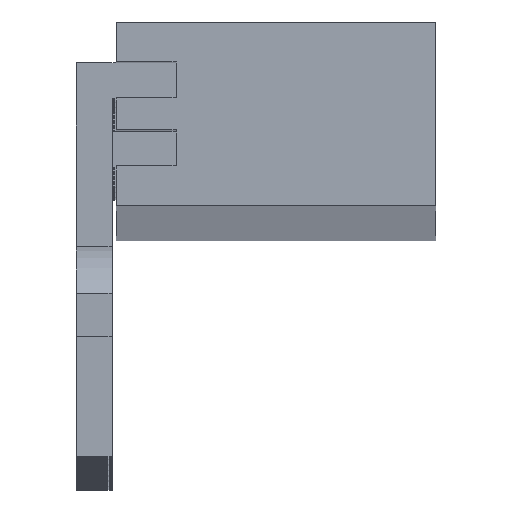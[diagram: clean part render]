
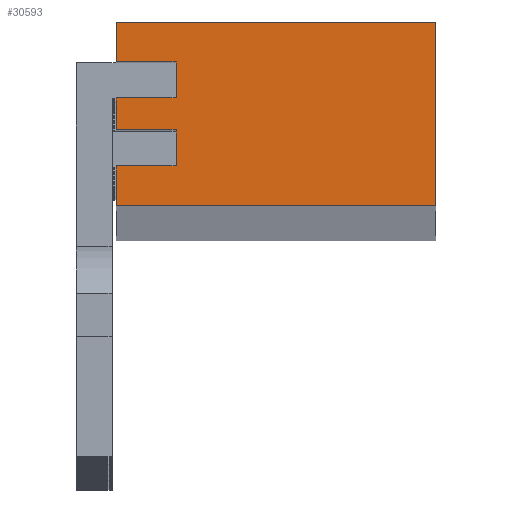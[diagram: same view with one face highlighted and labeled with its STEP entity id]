
A CAD part, top view. The second image highlights one B-rep face of the part: STEP entity #30593.
In plain terms, the highlighted planar face has unit normal (0, 0, 1).
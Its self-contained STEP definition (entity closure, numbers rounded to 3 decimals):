
#311 = VERTEX_POINT ( 'NONE', #28681 ) ;
#424 = CARTESIAN_POINT ( 'NONE',  ( -8., 4.6, 500. ) ) ;
#487 = VECTOR ( 'NONE', #15554, 1000. ) ;
#579 = DIRECTION ( 'NONE',  ( 1., 0., 0. ) ) ;
#761 = VECTOR ( 'NONE', #8173, 1000. ) ;
#897 = CARTESIAN_POINT ( 'NONE',  ( -8., 4.6, 500. ) ) ;
#1031 = CARTESIAN_POINT ( 'NONE',  ( 8., 4.6, 500. ) ) ;
#1471 = VECTOR ( 'NONE', #26756, 1000. ) ;
#1555 = ORIENTED_EDGE ( 'NONE', *, *, #19204, .T. ) ;
#2418 = CARTESIAN_POINT ( 'NONE',  ( -8., -2.6, 500. ) ) ;
#2839 = DIRECTION ( 'NONE',  ( -1., 0., 0. ) ) ;
#2913 = DIRECTION ( 'NONE',  ( 0., -1., 0. ) ) ;
#3514 = VERTEX_POINT ( 'NONE', #27794 ) ;
#3716 = CARTESIAN_POINT ( 'NONE',  ( -8., -4.6, 500. ) ) ;
#4530 = CARTESIAN_POINT ( 'NONE',  ( -8., 4.6, 500. ) ) ;
#5049 = CARTESIAN_POINT ( 'NONE',  ( -5., 2.6, 500. ) ) ;
#5388 = CARTESIAN_POINT ( 'NONE',  ( -8., 2.6, 500. ) ) ;
#5568 = EDGE_CURVE ( 'NONE', #311, #17986, #6804, .T. ) ;
#5569 = EDGE_CURVE ( 'NONE', #26801, #10657, #12402, .T. ) ;
#6045 = CARTESIAN_POINT ( 'NONE',  ( -8., 0.8, 500. ) ) ;
#6176 = CARTESIAN_POINT ( 'NONE',  ( -8., -4.6, 500. ) ) ;
#6265 = FACE_OUTER_BOUND ( 'NONE', #21565, .T. ) ;
#6804 = LINE ( 'NONE', #20259, #30700 ) ;
#6915 = DIRECTION ( 'NONE',  ( 0., -1., 0. ) ) ;
#7085 = LINE ( 'NONE', #897, #761 ) ;
#7276 = VECTOR ( 'NONE', #17192, 1000. ) ;
#7539 = CARTESIAN_POINT ( 'NONE',  ( -5., 0.8, 500. ) ) ;
#7631 = CARTESIAN_POINT ( 'NONE',  ( -8., -0.8, 500. ) ) ;
#7772 = DIRECTION ( 'NONE',  ( -1., 0., 0. ) ) ;
#7909 = LINE ( 'NONE', #3716, #13824 ) ;
#7932 = LINE ( 'NONE', #7631, #14275 ) ;
#8173 = DIRECTION ( 'NONE',  ( 0., -1., 0. ) ) ;
#8371 = CARTESIAN_POINT ( 'NONE',  ( 8., -4.6, 500. ) ) ;
#8406 = ORIENTED_EDGE ( 'NONE', *, *, #12529, .F. ) ;
#9474 = CARTESIAN_POINT ( 'NONE',  ( 8., 4.6, 500. ) ) ;
#9636 = CARTESIAN_POINT ( 'NONE',  ( -5., -0.8, 500. ) ) ;
#10428 = VERTEX_POINT ( 'NONE', #8371 ) ;
#10657 = VERTEX_POINT ( 'NONE', #18893 ) ;
#10858 = ORIENTED_EDGE ( 'NONE', *, *, #5569, .F. ) ;
#11922 = CARTESIAN_POINT ( 'NONE',  ( -8., -0.8, 500. ) ) ;
#11929 = VERTEX_POINT ( 'NONE', #11922 ) ;
#12402 = LINE ( 'NONE', #6045, #487 ) ;
#12435 = CARTESIAN_POINT ( 'NONE',  ( -8., -2.6, 500. ) ) ;
#12529 = EDGE_CURVE ( 'NONE', #22983, #3514, #22209, .T. ) ;
#12859 = LINE ( 'NONE', #14789, #7276 ) ;
#12881 = AXIS2_PLACEMENT_3D ( 'NONE', #13162, #25072, #17962 ) ;
#13162 = CARTESIAN_POINT ( 'NONE',  ( 0., 0., 500. ) ) ;
#13321 = CARTESIAN_POINT ( 'NONE',  ( -8., 4.6, 500. ) ) ;
#13351 = ORIENTED_EDGE ( 'NONE', *, *, #21337, .T. ) ;
#13824 = VECTOR ( 'NONE', #15702, 1000. ) ;
#13852 = VERTEX_POINT ( 'NONE', #1031 ) ;
#14053 = LINE ( 'NONE', #12435, #25280 ) ;
#14275 = VECTOR ( 'NONE', #2839, 1000. ) ;
#14468 = EDGE_CURVE ( 'NONE', #20014, #10428, #7909, .T. ) ;
#14663 = EDGE_CURVE ( 'NONE', #26801, #11929, #20991, .T. ) ;
#14771 = ORIENTED_EDGE ( 'NONE', *, *, #14468, .T. ) ;
#14789 = CARTESIAN_POINT ( 'NONE',  ( -8., 4.6, 500. ) ) ;
#14875 = LINE ( 'NONE', #7539, #1471 ) ;
#15554 = DIRECTION ( 'NONE',  ( 1., 0., 0. ) ) ;
#15561 = PLANE ( 'NONE',  #12881 ) ;
#15702 = DIRECTION ( 'NONE',  ( 1., 0., 0. ) ) ;
#15836 = VECTOR ( 'NONE', #2913, 1000. ) ;
#16086 = EDGE_CURVE ( 'NONE', #10657, #22983, #14875, .T. ) ;
#16187 = ORIENTED_EDGE ( 'NONE', *, *, #17815, .F. ) ;
#17192 = DIRECTION ( 'NONE',  ( -1., 0., 0. ) ) ;
#17358 = LINE ( 'NONE', #9474, #30082 ) ;
#17815 = EDGE_CURVE ( 'NONE', #24630, #311, #14053, .T. ) ;
#17962 = DIRECTION ( 'NONE',  ( 1., 0., 0. ) ) ;
#17986 = VERTEX_POINT ( 'NONE', #9636 ) ;
#18893 = CARTESIAN_POINT ( 'NONE',  ( -5., 0.8, 500. ) ) ;
#19204 = EDGE_CURVE ( 'NONE', #20940, #3514, #22200, .T. ) ;
#19558 = CARTESIAN_POINT ( 'NONE',  ( -8., 0.8, 500. ) ) ;
#19778 = ORIENTED_EDGE ( 'NONE', *, *, #5568, .F. ) ;
#20014 = VERTEX_POINT ( 'NONE', #6176 ) ;
#20259 = CARTESIAN_POINT ( 'NONE',  ( -5., -2.6, 500. ) ) ;
#20367 = DIRECTION ( 'NONE',  ( 0., 1., 0. ) ) ;
#20940 = VERTEX_POINT ( 'NONE', #13321 ) ;
#20991 = LINE ( 'NONE', #4530, #26589 ) ;
#21291 = ORIENTED_EDGE ( 'NONE', *, *, #14663, .T. ) ;
#21337 = EDGE_CURVE ( 'NONE', #24630, #20014, #7085, .T. ) ;
#21455 = VECTOR ( 'NONE', #7772, 1000. ) ;
#21565 = EDGE_LOOP ( 'NONE', ( #8406, #29776, #10858, #21291, #25252, #19778, #16187, #13351, #14771, #21845, #26217, #1555 ) ) ;
#21845 = ORIENTED_EDGE ( 'NONE', *, *, #23409, .T. ) ;
#22200 = LINE ( 'NONE', #424, #15836 ) ;
#22209 = LINE ( 'NONE', #5388, #21455 ) ;
#22983 = VERTEX_POINT ( 'NONE', #5049 ) ;
#23409 = EDGE_CURVE ( 'NONE', #10428, #13852, #17358, .T. ) ;
#23555 = EDGE_CURVE ( 'NONE', #13852, #20940, #12859, .T. ) ;
#24630 = VERTEX_POINT ( 'NONE', #2418 ) ;
#24723 = EDGE_CURVE ( 'NONE', #17986, #11929, #7932, .T. ) ;
#25072 = DIRECTION ( 'NONE',  ( 0., 0., 1. ) ) ;
#25252 = ORIENTED_EDGE ( 'NONE', *, *, #24723, .F. ) ;
#25280 = VECTOR ( 'NONE', #579, 1000. ) ;
#26199 = DIRECTION ( 'NONE',  ( 0., 1., 0. ) ) ;
#26217 = ORIENTED_EDGE ( 'NONE', *, *, #23555, .T. ) ;
#26589 = VECTOR ( 'NONE', #6915, 1000. ) ;
#26756 = DIRECTION ( 'NONE',  ( 0., 1., 0. ) ) ;
#26801 = VERTEX_POINT ( 'NONE', #19558 ) ;
#27794 = CARTESIAN_POINT ( 'NONE',  ( -8., 2.6, 500. ) ) ;
#28681 = CARTESIAN_POINT ( 'NONE',  ( -5., -2.6, 500. ) ) ;
#29776 = ORIENTED_EDGE ( 'NONE', *, *, #16086, .F. ) ;
#30082 = VECTOR ( 'NONE', #26199, 1000. ) ;
#30593 = ADVANCED_FACE ( 'NONE', ( #6265 ), #15561, .T. ) ;
#30700 = VECTOR ( 'NONE', #20367, 1000. ) ;
